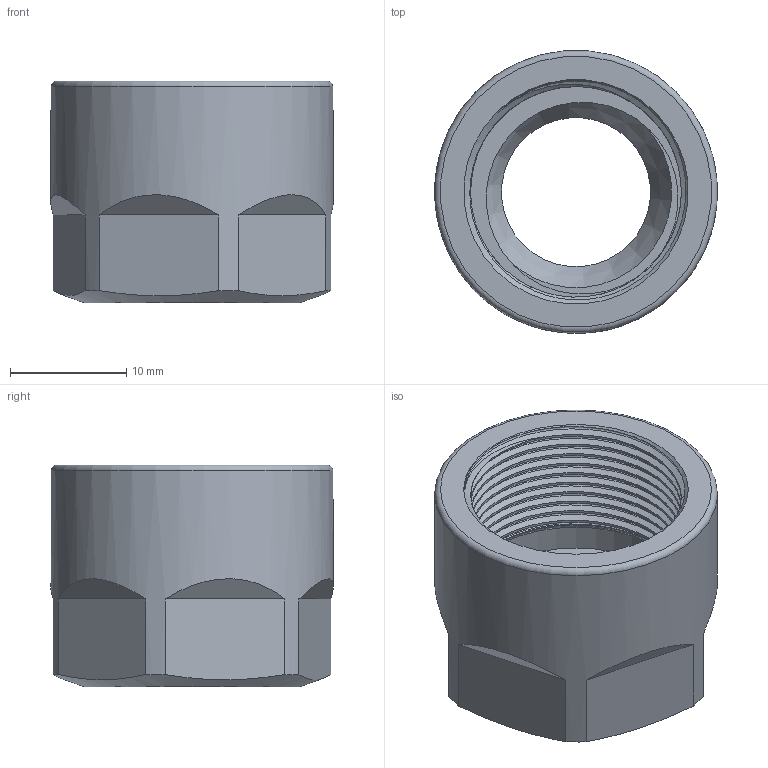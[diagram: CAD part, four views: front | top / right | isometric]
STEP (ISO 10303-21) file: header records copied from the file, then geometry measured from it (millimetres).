
FILE_DESCRIPTION(('FreeCAD Model'),'2;1');
FILE_NAME('ER16_Chuck_Nut.step','2020-07-01T23:46:16',(''),(''), 'Open CASCADE STEP processor 7.3','FreeCAD','Unknown');
FILE_SCHEMA(('AUTOMOTIVE_DESIGN { 1 0 10303 214 1 1 1 1 }'));
Length unit declared in the file: millimetre
Products named in the file (1): Nut
Bounding box: 24.3 x 24.28 x 19.05 mm (x, y, z)
Volume: 3584.4 mm3; surface area: 3444.9 mm2
Topology: 1 solids, 1 shells, 76 faces, 166 edges, 94 vertices
Faces by surface type: bspline 35, cylinder 17, plane 17, cone 5, torus 2
Full cylindrical faces by diameter (mm): 12.8 x1, 18 x1, 18.1 x9, 19.3 x1, 24.3 x1
Entity records: 7772 total; most frequent: CARTESIAN_POINT 6384, ORIENTED_EDGE 332, DIRECTION 204, EDGE_CURVE 166, VERTEX_POINT 94, AXIS2_PLACEMENT_3D 83, FACE_BOUND 81, EDGE_LOOP 81
